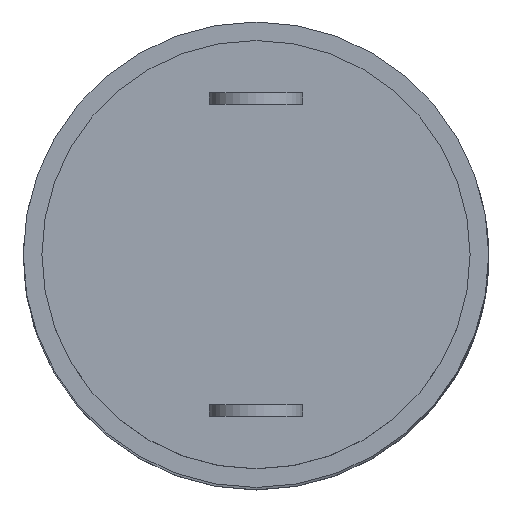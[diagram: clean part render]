
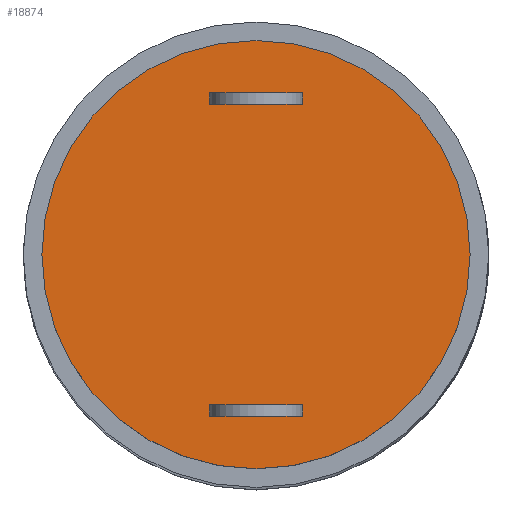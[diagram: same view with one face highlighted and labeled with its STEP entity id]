
A CAD part, top view. The second image highlights one B-rep face of the part: STEP entity #18874.
In plain terms, the highlighted planar face has unit normal (0, 0, 1).
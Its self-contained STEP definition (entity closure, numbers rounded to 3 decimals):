
#2233=FACE_BOUND('',#4483,.T.);
#2234=FACE_BOUND('',#4484,.T.);
#2480=PLANE('',#19522);
#3456=FACE_OUTER_BOUND('',#4482,.T.);
#4482=EDGE_LOOP('',(#16762,#16763));
#4483=EDGE_LOOP('',(#16764,#16765,#16766,#16767));
#4484=EDGE_LOOP('',(#16768,#16769,#16770,#16771));
#5508=LINE('',#41447,#6533);
#5509=LINE('',#41449,#6534);
#5510=LINE('',#41451,#6535);
#5511=LINE('',#41452,#6536);
#5512=LINE('',#41455,#6537);
#5513=LINE('',#41457,#6538);
#5514=LINE('',#41459,#6539);
#5515=LINE('',#41460,#6540);
#6533=VECTOR('',#21790,1.);
#6534=VECTOR('',#21791,1.);
#6535=VECTOR('',#21792,1.);
#6536=VECTOR('',#21793,1.);
#6537=VECTOR('',#21794,1.);
#6538=VECTOR('',#21795,1.);
#6539=VECTOR('',#21796,1.);
#6540=VECTOR('',#21797,1.);
#6745=CIRCLE('',#19523,4.6);
#6746=CIRCLE('',#19524,4.6);
#8564=VERTEX_POINT('',#41441);
#8565=VERTEX_POINT('',#41442);
#8566=VERTEX_POINT('',#41445);
#8567=VERTEX_POINT('',#41446);
#8568=VERTEX_POINT('',#41448);
#8569=VERTEX_POINT('',#41450);
#8570=VERTEX_POINT('',#41453);
#8571=VERTEX_POINT('',#41454);
#8572=VERTEX_POINT('',#41456);
#8573=VERTEX_POINT('',#41458);
#11305=EDGE_CURVE('',#8564,#8565,#6745,.T.);
#11306=EDGE_CURVE('',#8565,#8564,#6746,.T.);
#11307=EDGE_CURVE('',#8566,#8567,#5508,.T.);
#11308=EDGE_CURVE('',#8568,#8566,#5509,.T.);
#11309=EDGE_CURVE('',#8568,#8569,#5510,.T.);
#11310=EDGE_CURVE('',#8567,#8569,#5511,.T.);
#11311=EDGE_CURVE('',#8570,#8571,#5512,.T.);
#11312=EDGE_CURVE('',#8571,#8572,#5513,.T.);
#11313=EDGE_CURVE('',#8572,#8573,#5514,.T.);
#11314=EDGE_CURVE('',#8570,#8573,#5515,.T.);
#16762=ORIENTED_EDGE('',*,*,#11305,.T.);
#16763=ORIENTED_EDGE('',*,*,#11306,.T.);
#16764=ORIENTED_EDGE('',*,*,#11307,.F.);
#16765=ORIENTED_EDGE('',*,*,#11308,.F.);
#16766=ORIENTED_EDGE('',*,*,#11309,.T.);
#16767=ORIENTED_EDGE('',*,*,#11310,.F.);
#16768=ORIENTED_EDGE('',*,*,#11311,.T.);
#16769=ORIENTED_EDGE('',*,*,#11312,.T.);
#16770=ORIENTED_EDGE('',*,*,#11313,.T.);
#16771=ORIENTED_EDGE('',*,*,#11314,.F.);
#18874=ADVANCED_FACE('',(#3456,#2233,#2234),#2480,.F.);
#19522=AXIS2_PLACEMENT_3D('',#41440,#21784,#21785);
#19523=AXIS2_PLACEMENT_3D('',#41443,#21786,#21787);
#19524=AXIS2_PLACEMENT_3D('',#41444,#21788,#21789);
#21784=DIRECTION('center_axis',(0.,0.,
-1.));
#21785=DIRECTION('ref_axis',(-1.,0.,0.));
#21786=DIRECTION('center_axis',(0.,0.,
1.));
#21787=DIRECTION('ref_axis',(1.,0.,0.));
#21788=DIRECTION('center_axis',(0.,0.,
1.));
#21789=DIRECTION('ref_axis',(1.,0.,0.));
#21790=DIRECTION('',(-1.,0.,0.));
#21791=DIRECTION('',(0.,1.,0.));
#21792=DIRECTION('',(-1.,0.,0.));
#21793=DIRECTION('',(0.,-1.,0.));
#21794=DIRECTION('',(0.,-1.,0.));
#21795=DIRECTION('',(-1.,0.,0.));
#21796=DIRECTION('',(0.,1.,0.));
#21797=DIRECTION('',(-1.,0.,0.));
#41440=CARTESIAN_POINT('Origin',(0.,4.6,
34.7));
#41441=CARTESIAN_POINT('',(4.6,0.,34.7));
#41442=CARTESIAN_POINT('',(-4.6,0.,34.7));
#41443=CARTESIAN_POINT('Origin',(0.,0.,
34.7));
#41444=CARTESIAN_POINT('Origin',(0.,0.,
34.7));
#41445=CARTESIAN_POINT('',(0.527,3.475,34.7));
#41446=CARTESIAN_POINT('',(-0.527,3.475,34.7));
#41447=CARTESIAN_POINT('',(0.,3.475,34.7));
#41448=CARTESIAN_POINT('',(0.527,3.225,34.7));
#41449=CARTESIAN_POINT('',(0.527,3.475,34.7));
#41450=CARTESIAN_POINT('',(-0.527,3.225,34.7));
#41451=CARTESIAN_POINT('',(0.,3.225,34.7));
#41452=CARTESIAN_POINT('',(-0.527,3.475,34.7));
#41453=CARTESIAN_POINT('',(0.527,-3.225,34.7));
#41454=CARTESIAN_POINT('',(0.527,-3.475,34.7));
#41455=CARTESIAN_POINT('',(0.527,-3.475,34.7));
#41456=CARTESIAN_POINT('',(-0.527,-3.475,34.7));
#41457=CARTESIAN_POINT('',(0.,-3.475,34.7));
#41458=CARTESIAN_POINT('',(-0.527,-3.225,34.7));
#41459=CARTESIAN_POINT('',(-0.527,-3.475,34.7));
#41460=CARTESIAN_POINT('',(0.,-3.225,34.7));
